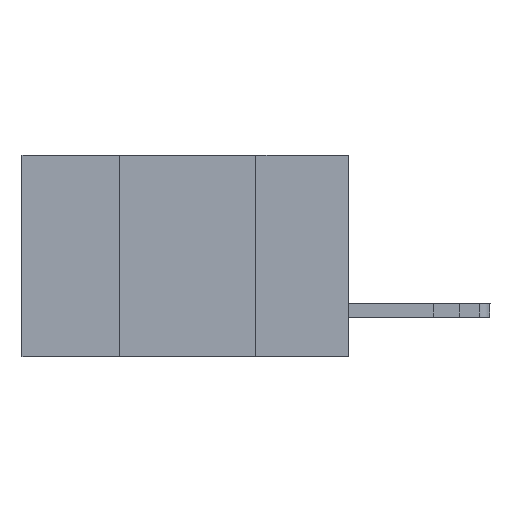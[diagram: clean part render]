
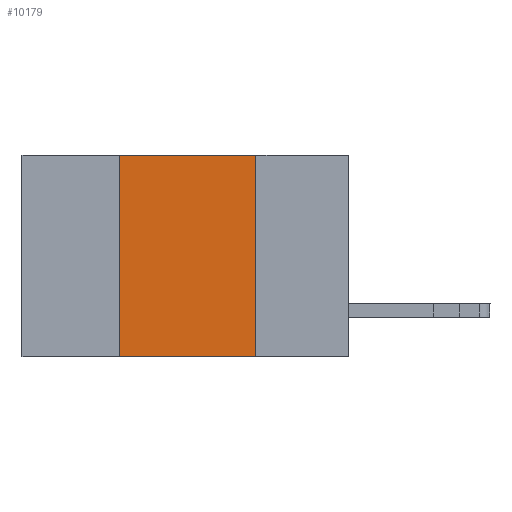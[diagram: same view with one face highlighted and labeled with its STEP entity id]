
A CAD part, left-side view. The second image highlights one B-rep face of the part: STEP entity #10179.
In plain terms, the highlighted planar face has unit normal (-1, 0, 0).
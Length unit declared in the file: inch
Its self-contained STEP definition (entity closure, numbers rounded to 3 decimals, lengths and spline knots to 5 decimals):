
#326 = VERTEX_POINT ( 'NONE', #2746 ) ;
#626 = EDGE_CURVE ( 'NONE', #12582, #326, #17797, .T. ) ;
#1140 = VECTOR ( 'NONE', #5915, 39.37008 ) ;
#1150 = VECTOR ( 'NONE', #2625, 39.37008 ) ;
#1583 = ORIENTED_EDGE ( 'NONE', *, *, #3205, .T. ) ;
#2384 = ORIENTED_EDGE ( 'NONE', *, *, #11521, .F. ) ;
#2625 = DIRECTION ( 'NONE',  ( 0., 0., 1. ) ) ;
#2746 = CARTESIAN_POINT ( 'NONE',  ( 0., 0.17, -0.37 ) ) ;
#3088 = DIRECTION ( 'NONE',  ( 0., 0., -1. ) ) ;
#3205 = EDGE_CURVE ( 'NONE', #4274, #326, #5817, .T. ) ;
#4006 = CARTESIAN_POINT ( 'NONE',  ( 0., 0.6, 0. ) ) ;
#4274 = VERTEX_POINT ( 'NONE', #6646 ) ;
#4398 = LINE ( 'NONE', #10431, #1150 ) ;
#4786 = ORIENTED_EDGE ( 'NONE', *, *, #626, .F. ) ;
#5817 = LINE ( 'NONE', #19535, #1140 ) ;
#5915 = DIRECTION ( 'NONE',  ( 0., -1., 0. ) ) ;
#6205 = ORIENTED_EDGE ( 'NONE', *, *, #15213, .F. ) ;
#6646 = CARTESIAN_POINT ( 'NONE',  ( 0., 0.42, -0.37 ) ) ;
#6907 = VECTOR ( 'NONE', #18375, 39.37008 ) ;
#8642 = DIRECTION ( 'NONE',  ( 1., 0., 0. ) ) ;
#10179 = ADVANCED_FACE ( 'NONE', ( #11633 ), #16423, .F. ) ;
#10231 = EDGE_LOOP ( 'NONE', ( #4786, #6205, #2384, #1583 ) ) ;
#10431 = CARTESIAN_POINT ( 'NONE',  ( 0., 0.42, 0. ) ) ;
#11521 = EDGE_CURVE ( 'NONE', #4274, #16639, #4398, .T. ) ;
#11633 = FACE_OUTER_BOUND ( 'NONE', #10231, .T. ) ;
#11974 = CARTESIAN_POINT ( 'NONE',  ( 0., 0.42, 0. ) ) ;
#12582 = VERTEX_POINT ( 'NONE', #13976 ) ;
#13415 = CARTESIAN_POINT ( 'NONE',  ( 0., 0.17, 0. ) ) ;
#13791 = CARTESIAN_POINT ( 'NONE',  ( 0., 0.6, 0. ) ) ;
#13976 = CARTESIAN_POINT ( 'NONE',  ( 0., 0.17, 0. ) ) ;
#15213 = EDGE_CURVE ( 'NONE', #16639, #12582, #16790, .T. ) ;
#16423 = PLANE ( 'NONE',  #16985 ) ;
#16639 = VERTEX_POINT ( 'NONE', #11974 ) ;
#16790 = LINE ( 'NONE', #13791, #6907 ) ;
#16872 = VECTOR ( 'NONE', #3088, 39.37008 ) ;
#16985 = AXIS2_PLACEMENT_3D ( 'NONE', #4006, #8642, #19307 ) ;
#17797 = LINE ( 'NONE', #13415, #16872 ) ;
#18375 = DIRECTION ( 'NONE',  ( 0., -1., 0. ) ) ;
#19307 = DIRECTION ( 'NONE',  ( 0., 0., -1. ) ) ;
#19535 = CARTESIAN_POINT ( 'NONE',  ( 0., 0.6, -0.37 ) ) ;
